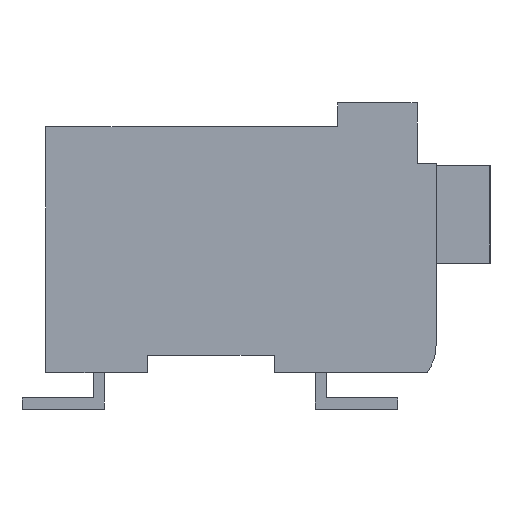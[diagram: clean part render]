
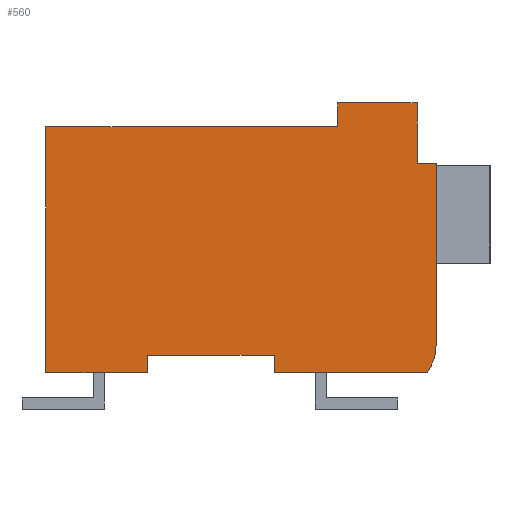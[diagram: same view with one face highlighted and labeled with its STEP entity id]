
A CAD part, left-side view. The second image highlights one B-rep face of the part: STEP entity #560.
In plain terms, the highlighted planar face has unit normal (-1, 0, 0).
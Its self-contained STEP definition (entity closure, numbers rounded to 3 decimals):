
#524=AXIS2_PLACEMENT_3D('Plane Axis2P3D',#521,#522,#523) ;
#528=AXIS2_PLACEMENT_3D('Circle Axis2P3D',#526,#527,$) ;
#49=CARTESIAN_POINT('Vertex',(0.,2.3,12.)) ;
#52=CARTESIAN_POINT('Line Origine',(0.,2.3,11.05)) ;
#56=CARTESIAN_POINT('Vertex',(0.,2.3,10.1)) ;
#263=CARTESIAN_POINT('Vertex',(0.,4.8,12.)) ;
#266=CARTESIAN_POINT('Line Origine',(0.,3.55,12.)) ;
#294=CARTESIAN_POINT('Vertex',(0.,4.8,11.25)) ;
#297=CARTESIAN_POINT('Line Origine',(0.,4.8,11.625)) ;
#325=CARTESIAN_POINT('Vertex',(0.,14.,11.25)) ;
#328=CARTESIAN_POINT('Line Origine',(0.,9.4,11.25)) ;
#356=CARTESIAN_POINT('Vertex',(0.,14.,3.5)) ;
#359=CARTESIAN_POINT('Line Origine',(0.,14.,7.375)) ;
#387=CARTESIAN_POINT('Vertex',(0.,10.8,3.5)) ;
#390=CARTESIAN_POINT('Line Origine',(0.,12.4,3.5)) ;
#418=CARTESIAN_POINT('Vertex',(0.,10.8,4.05)) ;
#421=CARTESIAN_POINT('Line Origine',(0.,10.8,3.775)) ;
#449=CARTESIAN_POINT('Vertex',(0.,6.8,4.05)) ;
#452=CARTESIAN_POINT('Line Origine',(0.,8.8,4.05)) ;
#480=CARTESIAN_POINT('Vertex',(0.,6.8,3.5)) ;
#483=CARTESIAN_POINT('Line Origine',(0.,6.8,3.775)) ;
#506=CARTESIAN_POINT('Vertex',(0.,1.977,3.5)) ;
#509=CARTESIAN_POINT('Line Origine',(0.,4.389,3.5)) ;
#521=CARTESIAN_POINT('Axis2P3D Location',(0.,0.,0.)) ;
#526=CARTESIAN_POINT('Axis2P3D Location',(0.,3.21,4.372)) ;
#530=CARTESIAN_POINT('Vertex',(0.,1.7,4.369)) ;
#533=CARTESIAN_POINT('Line Origine',(0.,1.7,7.234)) ;
#537=CARTESIAN_POINT('Vertex',(0.,1.7,10.1)) ;
#540=CARTESIAN_POINT('Line Origine',(0.,2.,10.1)) ;
#53=DIRECTION('Vector Direction',(0.,0.,-1.)) ;
#267=DIRECTION('Vector Direction',(0.,-1.,0.)) ;
#298=DIRECTION('Vector Direction',(0.,0.,1.)) ;
#329=DIRECTION('Vector Direction',(0.,-1.,0.)) ;
#360=DIRECTION('Vector Direction',(0.,0.,1.)) ;
#391=DIRECTION('Vector Direction',(0.,1.,0.)) ;
#422=DIRECTION('Vector Direction',(0.,0.,-1.)) ;
#453=DIRECTION('Vector Direction',(0.,1.,0.)) ;
#484=DIRECTION('Vector Direction',(0.,0.,1.)) ;
#510=DIRECTION('Vector Direction',(0.,1.,0.)) ;
#522=DIRECTION('Axis2P3D Direction',(-1.,0.,0.)) ;
#523=DIRECTION('Axis2P3D XDirection',(0.,0.,1.)) ;
#527=DIRECTION('Axis2P3D Direction',(-1.,0.,0.)) ;
#534=DIRECTION('Vector Direction',(0.,0.,-1.)) ;
#541=DIRECTION('Vector Direction',(0.,-1.,0.)) ;
#54=VECTOR('Line Direction',#53,1.) ;
#268=VECTOR('Line Direction',#267,1.) ;
#299=VECTOR('Line Direction',#298,1.) ;
#330=VECTOR('Line Direction',#329,1.) ;
#361=VECTOR('Line Direction',#360,1.) ;
#392=VECTOR('Line Direction',#391,1.) ;
#423=VECTOR('Line Direction',#422,1.) ;
#454=VECTOR('Line Direction',#453,1.) ;
#485=VECTOR('Line Direction',#484,1.) ;
#511=VECTOR('Line Direction',#510,1.) ;
#535=VECTOR('Line Direction',#534,1.) ;
#542=VECTOR('Line Direction',#541,1.) ;
#546=ORIENTED_EDGE('',*,*,#532,.T.) ;
#547=ORIENTED_EDGE('',*,*,#539,.T.) ;
#548=ORIENTED_EDGE('',*,*,#544,.T.) ;
#549=ORIENTED_EDGE('',*,*,#58,.T.) ;
#550=ORIENTED_EDGE('',*,*,#270,.T.) ;
#551=ORIENTED_EDGE('',*,*,#301,.T.) ;
#552=ORIENTED_EDGE('',*,*,#332,.T.) ;
#553=ORIENTED_EDGE('',*,*,#363,.T.) ;
#554=ORIENTED_EDGE('',*,*,#394,.T.) ;
#555=ORIENTED_EDGE('',*,*,#425,.T.) ;
#556=ORIENTED_EDGE('',*,*,#456,.T.) ;
#557=ORIENTED_EDGE('',*,*,#487,.T.) ;
#558=ORIENTED_EDGE('',*,*,#513,.T.) ;
#560=ADVANCED_FACE('_LSF-SMD3.5/11/90 3.5 SN BK RL 1473620000',(#559),#525,.T.) ;
#529=CIRCLE('generated circle',#528,1.51) ;
#58=EDGE_CURVE('',#57,#50,#55,.F.) ;
#270=EDGE_CURVE('',#50,#264,#269,.F.) ;
#301=EDGE_CURVE('',#264,#295,#300,.F.) ;
#332=EDGE_CURVE('',#295,#326,#331,.F.) ;
#363=EDGE_CURVE('',#326,#357,#362,.F.) ;
#394=EDGE_CURVE('',#357,#388,#393,.F.) ;
#425=EDGE_CURVE('',#388,#419,#424,.F.) ;
#456=EDGE_CURVE('',#419,#450,#455,.F.) ;
#487=EDGE_CURVE('',#450,#481,#486,.F.) ;
#513=EDGE_CURVE('',#481,#507,#512,.F.) ;
#532=EDGE_CURVE('',#507,#531,#529,.T.) ;
#539=EDGE_CURVE('',#531,#538,#536,.F.) ;
#544=EDGE_CURVE('',#538,#57,#543,.F.) ;
#545=EDGE_LOOP('',(#546,#547,#548,#549,#550,#551,#552,#553,#554,#555,#556,#557,#558)) ;
#559=FACE_OUTER_BOUND('',#545,.T.) ;
#55=LINE('Line',#52,#54) ;
#269=LINE('Line',#266,#268) ;
#300=LINE('Line',#297,#299) ;
#331=LINE('Line',#328,#330) ;
#362=LINE('Line',#359,#361) ;
#393=LINE('Line',#390,#392) ;
#424=LINE('Line',#421,#423) ;
#455=LINE('Line',#452,#454) ;
#486=LINE('Line',#483,#485) ;
#512=LINE('Line',#509,#511) ;
#536=LINE('Line',#533,#535) ;
#543=LINE('Line',#540,#542) ;
#525=PLANE('',#524) ;
#50=VERTEX_POINT('',#49) ;
#57=VERTEX_POINT('',#56) ;
#264=VERTEX_POINT('',#263) ;
#295=VERTEX_POINT('',#294) ;
#326=VERTEX_POINT('',#325) ;
#357=VERTEX_POINT('',#356) ;
#388=VERTEX_POINT('',#387) ;
#419=VERTEX_POINT('',#418) ;
#450=VERTEX_POINT('',#449) ;
#481=VERTEX_POINT('',#480) ;
#507=VERTEX_POINT('',#506) ;
#531=VERTEX_POINT('',#530) ;
#538=VERTEX_POINT('',#537) ;
